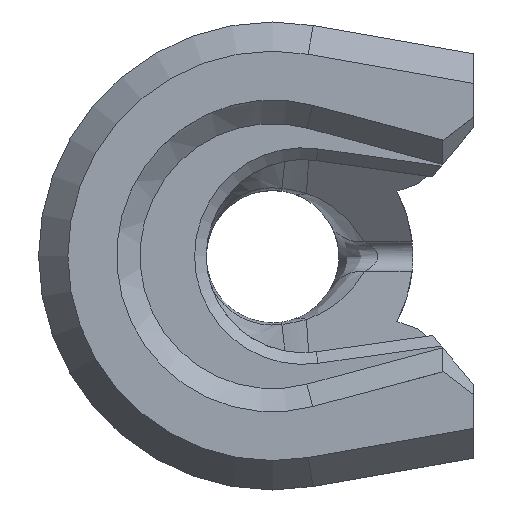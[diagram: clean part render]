
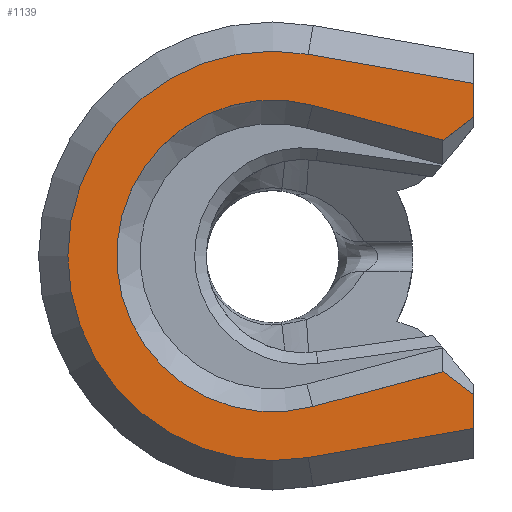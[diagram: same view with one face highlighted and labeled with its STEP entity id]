
A CAD part, top view. The second image highlights one B-rep face of the part: STEP entity #1139.
In plain terms, the highlighted planar face has unit normal (0, 0, 1).
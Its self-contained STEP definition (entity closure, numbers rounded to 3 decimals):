
#41 = VERTEX_POINT ( 'NONE', #2024 ) ;
#82 = CARTESIAN_POINT ( 'NONE',  ( 23.675, -5.498, 34.97 ) ) ;
#140 = CARTESIAN_POINT ( 'NONE',  ( 18.525, -9.5, 34.97 ) ) ;
#160 = EDGE_LOOP ( 'NONE', ( #1378, #2322, #1862, #977, #2711, #635, #1478, #2029, #1542, #1395 ) ) ;
#222 = DIRECTION ( 'NONE',  ( -0.174, 0.985, 0. ) ) ;
#224 = AXIS2_PLACEMENT_3D ( 'NONE', #140, #2358, #1426 ) ;
#252 = LINE ( 'NONE', #2623, #681 ) ;
#306 = VECTOR ( 'NONE', #796, 1000. ) ;
#446 = EDGE_CURVE ( 'NONE', #1874, #1211, #740, .T. ) ;
#452 = EDGE_CURVE ( 'NONE', #1337, #1134, #1602, .T. ) ;
#460 = EDGE_CURVE ( 'NONE', #1211, #1598, #542, .T. ) ;
#472 = CARTESIAN_POINT ( 'NONE',  ( 21.473, -7.629, 34.97 ) ) ;
#479 = DIRECTION ( 'NONE',  ( 0., 0., -1. ) ) ;
#484 = DIRECTION ( 'NONE',  ( -0.985, -0.174, 0. ) ) ;
#494 = CARTESIAN_POINT ( 'NONE',  ( 22.902, -6.532, 34.97 ) ) ;
#523 = DIRECTION ( 'NONE',  ( 0., -1., 0. ) ) ;
#542 = CIRCLE ( 'NONE', #224, 4. ) ;
#635 = ORIENTED_EDGE ( 'NONE', *, *, #2420, .T. ) ;
#643 = VERTEX_POINT ( 'NONE', #2291 ) ;
#655 = FACE_OUTER_BOUND ( 'NONE', #160, .T. ) ;
#681 = VECTOR ( 'NONE', #835, 1000. ) ;
#703 = VERTEX_POINT ( 'NONE', #494 ) ;
#712 = EDGE_CURVE ( 'NONE', #643, #703, #1791, .T. ) ;
#740 = LINE ( 'NONE', #2547, #826 ) ;
#796 = DIRECTION ( 'NONE',  ( 0., -1., 0. ) ) ;
#798 = LINE ( 'NONE', #2413, #2835 ) ;
#816 = CARTESIAN_POINT ( 'NONE',  ( 19.436, -14.67, 34.97 ) ) ;
#826 = VECTOR ( 'NONE', #2347, 1000. ) ;
#835 = DIRECTION ( 'NONE',  ( 0.966, -0.259, 0. ) ) ;
#898 = VERTEX_POINT ( 'NONE', #816 ) ;
#955 = EDGE_CURVE ( 'NONE', #2328, #41, #798, .T. ) ;
#967 = VECTOR ( 'NONE', #2306, 1000. ) ;
#977 = ORIENTED_EDGE ( 'NONE', *, *, #446, .T. ) ;
#984 = EDGE_CURVE ( 'NONE', #898, #2328, #1958, .T. ) ;
#1089 = CARTESIAN_POINT ( 'NONE',  ( 23.675, -13.061, 34.97 ) ) ;
#1093 = DIRECTION ( 'NONE',  ( 0., 0., -1. ) ) ;
#1134 = VERTEX_POINT ( 'NONE', #2229 ) ;
#1139 = ADVANCED_FACE ( 'NONE', ( #655 ), #1561, .F. ) ;
#1211 = VERTEX_POINT ( 'NONE', #2772 ) ;
#1288 = AXIS2_PLACEMENT_3D ( 'NONE', #1606, #479, #2463 ) ;
#1337 = VERTEX_POINT ( 'NONE', #1089 ) ;
#1378 = ORIENTED_EDGE ( 'NONE', *, *, #1651, .F. ) ;
#1395 = ORIENTED_EDGE ( 'NONE', *, *, #984, .F. ) ;
#1426 = DIRECTION ( 'NONE',  ( -0.259, 0.966, 0. ) ) ;
#1462 = EDGE_CURVE ( 'NONE', #1874, #1337, #2159, .T. ) ;
#1478 = ORIENTED_EDGE ( 'NONE', *, *, #712, .F. ) ;
#1542 = ORIENTED_EDGE ( 'NONE', *, *, #955, .F. ) ;
#1561 = PLANE ( 'NONE',  #1288 ) ;
#1598 = VERTEX_POINT ( 'NONE', #2018 ) ;
#1602 = LINE ( 'NONE', #82, #2155 ) ;
#1606 = CARTESIAN_POINT ( 'NONE',  ( 20.025, -9.5, 34.97 ) ) ;
#1651 = EDGE_CURVE ( 'NONE', #1134, #898, #2334, .T. ) ;
#1709 = DIRECTION ( 'NONE',  ( 0.985, -0.174, 0. ) ) ;
#1716 = DIRECTION ( 'NONE',  ( 0.793, -0.609, 0. ) ) ;
#1791 = LINE ( 'NONE', #472, #967 ) ;
#1862 = ORIENTED_EDGE ( 'NONE', *, *, #1462, .F. ) ;
#1874 = VERTEX_POINT ( 'NONE', #2157 ) ;
#1911 = VECTOR ( 'NONE', #484, 1000. ) ;
#1929 = LINE ( 'NONE', #2815, #306 ) ;
#1938 = CARTESIAN_POINT ( 'NONE',  ( 21.473, -11.372, 34.97 ) ) ;
#1958 = CIRCLE ( 'NONE', #2144, 5.25 ) ;
#2013 = VECTOR ( 'NONE', #1716, 1000. ) ;
#2018 = CARTESIAN_POINT ( 'NONE',  ( 19.56, -5.636, 34.97 ) ) ;
#2024 = CARTESIAN_POINT ( 'NONE',  ( 23.675, -5.077, 34.97 ) ) ;
#2029 = ORIENTED_EDGE ( 'NONE', *, *, #2305, .F. ) ;
#2098 = CARTESIAN_POINT ( 'NONE',  ( 23.895, -13.884, 34.97 ) ) ;
#2144 = AXIS2_PLACEMENT_3D ( 'NONE', #2731, #1093, #222 ) ;
#2155 = VECTOR ( 'NONE', #523, 1000. ) ;
#2157 = CARTESIAN_POINT ( 'NONE',  ( 22.902, -12.468, 34.97 ) ) ;
#2159 = LINE ( 'NONE', #1938, #2013 ) ;
#2229 = CARTESIAN_POINT ( 'NONE',  ( 23.675, -13.923, 34.97 ) ) ;
#2259 = CARTESIAN_POINT ( 'NONE',  ( 19.436, -4.33, 34.97 ) ) ;
#2291 = CARTESIAN_POINT ( 'NONE',  ( 23.675, -5.939, 34.97 ) ) ;
#2305 = EDGE_CURVE ( 'NONE', #41, #643, #1929, .T. ) ;
#2306 = DIRECTION ( 'NONE',  ( -0.793, -0.609, 0. ) ) ;
#2322 = ORIENTED_EDGE ( 'NONE', *, *, #452, .F. ) ;
#2328 = VERTEX_POINT ( 'NONE', #2259 ) ;
#2334 = LINE ( 'NONE', #2098, #1911 ) ;
#2347 = DIRECTION ( 'NONE',  ( -0.966, -0.259, 0. ) ) ;
#2358 = DIRECTION ( 'NONE',  ( 0., 0., -1. ) ) ;
#2413 = CARTESIAN_POINT ( 'NONE',  ( 20.164, -4.458, 34.97 ) ) ;
#2420 = EDGE_CURVE ( 'NONE', #1598, #703, #252, .T. ) ;
#2463 = DIRECTION ( 'NONE',  ( 0., 1., 0. ) ) ;
#2547 = CARTESIAN_POINT ( 'NONE',  ( 20.26, -13.176, 34.97 ) ) ;
#2623 = CARTESIAN_POINT ( 'NONE',  ( 23.787, -6.769, 34.97 ) ) ;
#2711 = ORIENTED_EDGE ( 'NONE', *, *, #460, .T. ) ;
#2731 = CARTESIAN_POINT ( 'NONE',  ( 18.525, -9.5, 34.97 ) ) ;
#2772 = CARTESIAN_POINT ( 'NONE',  ( 19.56, -13.364, 34.97 ) ) ;
#2815 = CARTESIAN_POINT ( 'NONE',  ( 23.675, -5.498, 34.97 ) ) ;
#2835 = VECTOR ( 'NONE', #1709, 1000. ) ;
